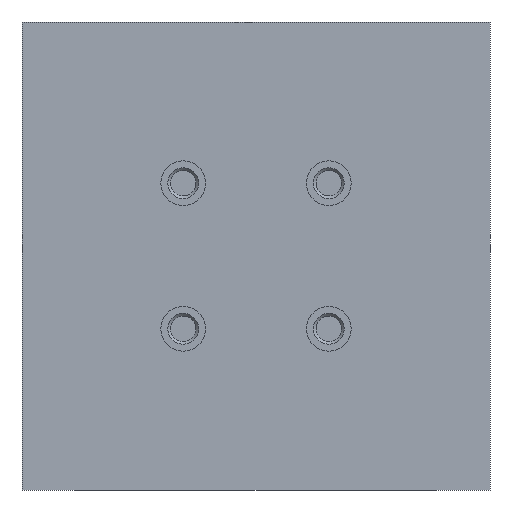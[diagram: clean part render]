
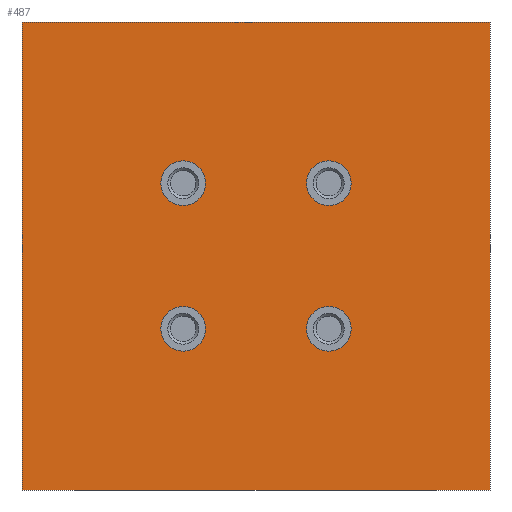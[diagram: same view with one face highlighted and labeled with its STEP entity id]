
A CAD part, front view. The second image highlights one B-rep face of the part: STEP entity #487.
In plain terms, the highlighted planar face has unit normal (0, -1, 0).
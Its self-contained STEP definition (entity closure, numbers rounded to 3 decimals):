
#42=FACE_BOUND('',#118,.T.);
#43=FACE_BOUND('',#119,.T.);
#44=FACE_BOUND('',#120,.T.);
#45=FACE_BOUND('',#121,.T.);
#64=PLANE('',#590);
#88=FACE_OUTER_BOUND('',#117,.T.);
#117=EDGE_LOOP('',(#415,#416,#417,#418));
#118=EDGE_LOOP('',(#419));
#119=EDGE_LOOP('',(#420));
#120=EDGE_LOOP('',(#421));
#121=EDGE_LOOP('',(#422));
#136=LINE('',#797,#181);
#150=LINE('',#824,#195);
#170=LINE('',#864,#215);
#171=LINE('',#866,#216);
#181=VECTOR('',#655,10.);
#195=VECTOR('',#671,10.);
#215=VECTOR('',#711,10.);
#216=VECTOR('',#714,10.);
#222=CIRCLE('',#563,4.3);
#224=CIRCLE('',#567,4.3);
#226=CIRCLE('',#571,4.3);
#228=CIRCLE('',#575,4.3);
#238=VERTEX_POINT('',#767);
#240=VERTEX_POINT('',#774);
#242=VERTEX_POINT('',#781);
#244=VERTEX_POINT('',#788);
#246=VERTEX_POINT('',#795);
#247=VERTEX_POINT('',#796);
#258=VERTEX_POINT('',#820);
#269=VERTEX_POINT('',#862);
#278=EDGE_CURVE('',#238,#238,#222,.T.);
#281=EDGE_CURVE('',#240,#240,#224,.T.);
#284=EDGE_CURVE('',#242,#242,#226,.T.);
#287=EDGE_CURVE('',#244,#244,#228,.T.);
#290=EDGE_CURVE('',#246,#247,#136,.T.);
#304=EDGE_CURVE('',#258,#246,#150,.T.);
#324=EDGE_CURVE('',#247,#269,#170,.T.);
#325=EDGE_CURVE('',#269,#258,#171,.T.);
#415=ORIENTED_EDGE('',*,*,#325,.T.);
#416=ORIENTED_EDGE('',*,*,#304,.T.);
#417=ORIENTED_EDGE('',*,*,#290,.T.);
#418=ORIENTED_EDGE('',*,*,#324,.T.);
#419=ORIENTED_EDGE('',*,*,#278,.T.);
#420=ORIENTED_EDGE('',*,*,#281,.T.);
#421=ORIENTED_EDGE('',*,*,#284,.T.);
#422=ORIENTED_EDGE('',*,*,#287,.T.);
#487=ADVANCED_FACE('',(#88,#42,#43,#44,#45),#64,.T.);
#563=AXIS2_PLACEMENT_3D('',#768,#619,#620);
#567=AXIS2_PLACEMENT_3D('',#775,#628,#629);
#571=AXIS2_PLACEMENT_3D('',#782,#637,#638);
#575=AXIS2_PLACEMENT_3D('',#789,#646,#647);
#590=AXIS2_PLACEMENT_3D('',#865,#712,#713);
#619=DIRECTION('center_axis',(0.,1.,0.));
#620=DIRECTION('ref_axis',(-1.,0.,0.));
#628=DIRECTION('center_axis',(0.,1.,0.));
#629=DIRECTION('ref_axis',(-1.,0.,0.));
#637=DIRECTION('center_axis',(0.,1.,0.));
#638=DIRECTION('ref_axis',(-1.,0.,0.));
#646=DIRECTION('center_axis',(0.,1.,0.));
#647=DIRECTION('ref_axis',(-1.,0.,0.));
#655=DIRECTION('',(1.,0.,0.));
#671=DIRECTION('',(0.,0.,-1.));
#711=DIRECTION('',(0.,0.,1.));
#712=DIRECTION('center_axis',(0.,-1.,0.));
#713=DIRECTION('ref_axis',(0.,0.,-1.));
#714=DIRECTION('',(-1.,0.,0.));
#767=CARTESIAN_POINT('',(18.3,0.,-14.));
#768=CARTESIAN_POINT('Origin',(14.,0.,-14.));
#774=CARTESIAN_POINT('',(-9.7,0.,-14.));
#775=CARTESIAN_POINT('Origin',(-14.,0.,-14.));
#781=CARTESIAN_POINT('',(18.3,0.,14.));
#782=CARTESIAN_POINT('Origin',(14.,0.,14.));
#788=CARTESIAN_POINT('',(-9.7,0.,14.));
#789=CARTESIAN_POINT('Origin',(-14.,0.,14.));
#795=CARTESIAN_POINT('',(-45.,0.,-45.));
#796=CARTESIAN_POINT('',(45.,0.,-45.));
#797=CARTESIAN_POINT('',(25.642,0.,-45.));
#820=CARTESIAN_POINT('',(-45.,0.,45.));
#824=CARTESIAN_POINT('',(-45.,0.,0.));
#862=CARTESIAN_POINT('',(45.,0.,45.));
#864=CARTESIAN_POINT('',(45.,0.,0.));
#865=CARTESIAN_POINT('Origin',(25.642,0.,0.));
#866=CARTESIAN_POINT('',(-45.,0.,45.));
